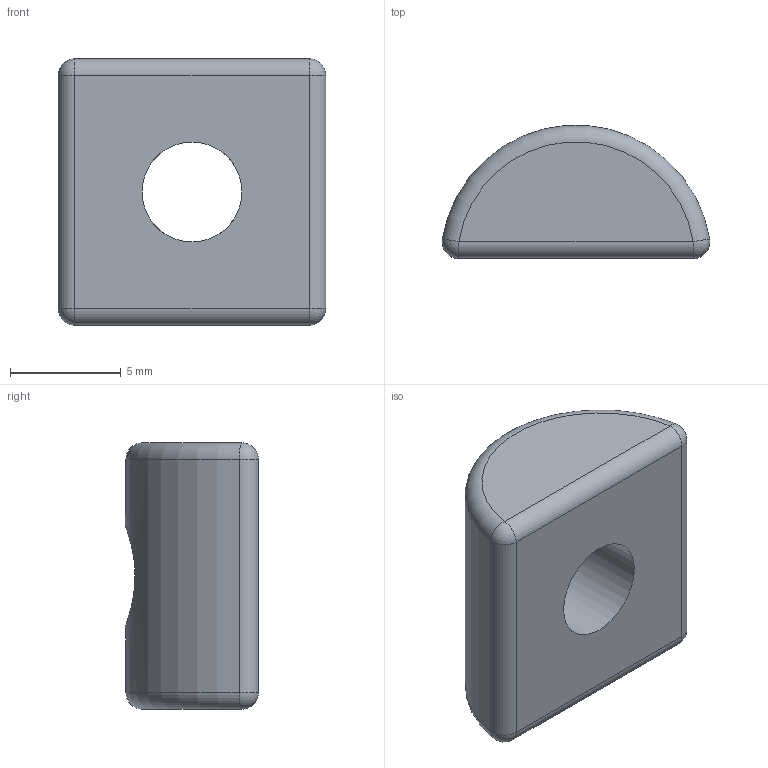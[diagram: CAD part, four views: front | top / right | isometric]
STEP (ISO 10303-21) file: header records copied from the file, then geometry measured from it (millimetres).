
FILE_DESCRIPTION(/* description */ (''),/* implementation_level */ '2;1');
FILE_NAME(/* name */ 'Leg Washer.step',/* time_stamp */ '2021-06-11T21:37:53+02:00',/* author */ (''),/* organization */ (''),/* preprocessor_version */ 'ST-DEVELOPER v18.1',/* originating_system */ 'Autodesk Translation Framework v10.9.0.1377',/* authorisation */ '');
FILE_SCHEMA (('AUTOMOTIVE_DESIGN { 1 0 10303 214 3 1 1 }'));
Length unit declared in the file: millimetre
Products named in the file (1): Leg Washer
Bounding box: 12.06 x 6 x 12 mm (x, y, z)
Volume: 582.2 mm3; surface area: 508 mm2
Topology: 1 solids, 1 shells, 15 faces, 27 edges, 14 vertices
Faces by surface type: cylinder 6, sphere 4, plane 3, torus 2
Full cylindrical faces by diameter (mm): 4.5 x1
Entity records: 437 total; most frequent: CARTESIAN_POINT 90, DIRECTION 75, ORIENTED_EDGE 54, AXIS2_PLACEMENT_3D 33, EDGE_CURVE 27, EDGE_LOOP 17, CIRCLE 17, FACE_OUTER_BOUND 15
